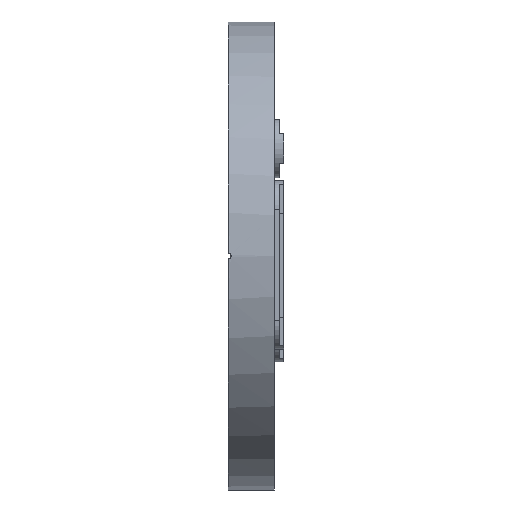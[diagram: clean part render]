
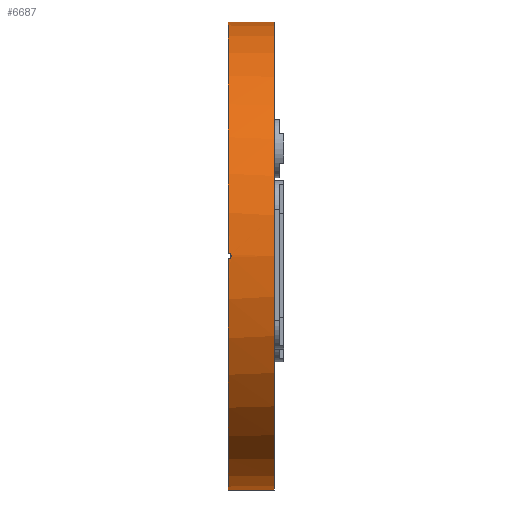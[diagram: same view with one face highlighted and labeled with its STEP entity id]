
A CAD part, left-side view. The second image highlights one B-rep face of the part: STEP entity #6687.
In plain terms, the highlighted cylindrical face has radius 76.2 mm (diameter 152.4 mm), a partial arc.
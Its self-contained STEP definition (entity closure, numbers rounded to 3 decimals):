
#343 = CARTESIAN_POINT ( 'NONE',  ( -76.193, 0., 1. ) ) ;
#471 = EDGE_CURVE ( 'NONE', #10252, #11958, #9375, .T. ) ;
#697 = ORIENTED_EDGE ( 'NONE', *, *, #471, .T. ) ;
#800 = CARTESIAN_POINT ( 'NONE',  ( 0., 0., 0. ) ) ;
#811 = CARTESIAN_POINT ( 'NONE',  ( -76.2, -0.974, -0.261 ) ) ;
#882 = AXIS2_PLACEMENT_3D ( 'NONE', #12616, #12547, #9068 ) ;
#922 = EDGE_LOOP ( 'NONE', ( #4093, #13122, #951, #8605, #697, #3807 ) ) ;
#951 = ORIENTED_EDGE ( 'NONE', *, *, #5615, .T. ) ;
#965 = CARTESIAN_POINT ( 'NONE',  ( -76.193, 0., 1. ) ) ;
#1115 = CARTESIAN_POINT ( 'NONE',  ( 0., -15., 0. ) ) ;
#1467 = EDGE_CURVE ( 'NONE', #8502, #3325, #7610, .T. ) ;
#1597 = AXIS2_PLACEMENT_3D ( 'NONE', #800, #4069, #5143 ) ;
#1695 = DIRECTION ( 'NONE',  ( 0., 1., 0. ) ) ;
#1886 = EDGE_CURVE ( 'NONE', #8502, #1944, #6517, .T. ) ;
#1944 = VERTEX_POINT ( 'NONE', #6023 ) ;
#2268 = DIRECTION ( 'NONE',  ( 0., 1., 0. ) ) ;
#2475 = CARTESIAN_POINT ( 'NONE',  ( -76.194, -0.262, 0.974 ) ) ;
#2691 = VERTEX_POINT ( 'NONE', #9044 ) ;
#2823 = CARTESIAN_POINT ( 'NONE',  ( -76.193, 0., -1. ) ) ;
#3168 = EDGE_CURVE ( 'NONE', #10252, #2691, #5432, .T. ) ;
#3325 = VERTEX_POINT ( 'NONE', #10694 ) ;
#3539 = CARTESIAN_POINT ( 'NONE',  ( -76.2, -1., 0.131 ) ) ;
#3807 = ORIENTED_EDGE ( 'NONE', *, *, #4556, .F. ) ;
#3894 = LINE ( 'NONE', #8380, #7312 ) ;
#4069 = DIRECTION ( 'NONE',  ( 0., 1., 0. ) ) ;
#4093 = ORIENTED_EDGE ( 'NONE', *, *, #1467, .F. ) ;
#4385 = DIRECTION ( 'NONE',  ( 0., 0., 1. ) ) ;
#4556 = EDGE_CURVE ( 'NONE', #3325, #11958, #10468, .T. ) ;
#4560 = AXIS2_PLACEMENT_3D ( 'NONE', #5045, #9323, #6184 ) ;
#4678 = CARTESIAN_POINT ( 'NONE',  ( -76.195, -0.521, -0.893 ) ) ;
#4742 = CARTESIAN_POINT ( 'NONE',  ( -76.196, -0.615, 0.799 ) ) ;
#4820 = CARTESIAN_POINT ( 'NONE',  ( -76.193, -0.264, -1. ) ) ;
#4967 = CYLINDRICAL_SURFACE ( 'NONE', #4560, 76.2 ) ;
#5045 = CARTESIAN_POINT ( 'NONE',  ( 0., -15., 0. ) ) ;
#5143 = DIRECTION ( 'NONE',  ( 0., 0., 1. ) ) ;
#5432 = CIRCLE ( 'NONE', #882, 76.2 ) ;
#5615 = EDGE_CURVE ( 'NONE', #1944, #2691, #3894, .T. ) ;
#5821 = CARTESIAN_POINT ( 'NONE',  ( -76.198, -0.801, -0.613 ) ) ;
#6023 = CARTESIAN_POINT ( 'NONE',  ( 0., -15., 76.2 ) ) ;
#6151 = CARTESIAN_POINT ( 'NONE',  ( -76.198, -0.799, 0.615 ) ) ;
#6184 = DIRECTION ( 'NONE',  ( 0., 0., 1. ) ) ;
#6517 = CIRCLE ( 'NONE', #7417, 76.2 ) ;
#6687 = ADVANCED_FACE ( 'NONE', ( #13742 ), #4967, .T. ) ;
#6889 = CARTESIAN_POINT ( 'NONE',  ( -76.195, -0.504, 0.874 ) ) ;
#7312 = VECTOR ( 'NONE', #1695, 1000. ) ;
#7417 = AXIS2_PLACEMENT_3D ( 'NONE', #1115, #11937, #4385 ) ;
#7610 = LINE ( 'NONE', #13238, #13335 ) ;
#8380 = CARTESIAN_POINT ( 'NONE',  ( 0., -15., 76.2 ) ) ;
#8502 = VERTEX_POINT ( 'NONE', #11684 ) ;
#8605 = ORIENTED_EDGE ( 'NONE', *, *, #3168, .F. ) ;
#8966 = CARTESIAN_POINT ( 'NONE',  ( -76.2, -0.974, 0.263 ) ) ;
#9044 = CARTESIAN_POINT ( 'NONE',  ( 0., 0., 76.2 ) ) ;
#9068 = DIRECTION ( 'NONE',  ( 0., 0., 1. ) ) ;
#9099 = CARTESIAN_POINT ( 'NONE',  ( -76.2, -1., -0.13 ) ) ;
#9323 = DIRECTION ( 'NONE',  ( 0., 1., 0. ) ) ;
#9375 = B_SPLINE_CURVE_WITH_KNOTS ( 'NONE', 3,
 ( #343, #11559, #2475, #6889, #4742, #6151, #13303, #8966, #3539, #9099, #811, #10238, #5821, #4678, #4820, #13440 ),
 .UNSPECIFIED., .F., .F.,
 ( 4, 2, 2, 2, 2, 2, 2, 4 ),
 ( 0., 0., 0.001, 0.001, 0.002, 0.002, 0.002, 0.003 ),
 .UNSPECIFIED. ) ;
#10238 = CARTESIAN_POINT ( 'NONE',  ( -76.198, -0.874, -0.503 ) ) ;
#10252 = VERTEX_POINT ( 'NONE', #965 ) ;
#10468 = CIRCLE ( 'NONE', #1597, 76.2 ) ;
#10694 = CARTESIAN_POINT ( 'NONE',  ( 0., 0., -76.2 ) ) ;
#11559 = CARTESIAN_POINT ( 'NONE',  ( -76.193, -0.132, 1. ) ) ;
#11684 = CARTESIAN_POINT ( 'NONE',  ( 0., -15., -76.2 ) ) ;
#11937 = DIRECTION ( 'NONE',  ( 0., 1., 0. ) ) ;
#11958 = VERTEX_POINT ( 'NONE', #2823 ) ;
#12547 = DIRECTION ( 'NONE',  ( 0., 1., 0. ) ) ;
#12616 = CARTESIAN_POINT ( 'NONE',  ( 0., 0., 0. ) ) ;
#13122 = ORIENTED_EDGE ( 'NONE', *, *, #1886, .T. ) ;
#13238 = CARTESIAN_POINT ( 'NONE',  ( 0., -15., -76.2 ) ) ;
#13303 = CARTESIAN_POINT ( 'NONE',  ( -76.198, -0.874, 0.503 ) ) ;
#13335 = VECTOR ( 'NONE', #2268, 1000. ) ;
#13440 = CARTESIAN_POINT ( 'NONE',  ( -76.193, 0., -1. ) ) ;
#13742 = FACE_OUTER_BOUND ( 'NONE', #922, .T. ) ;
